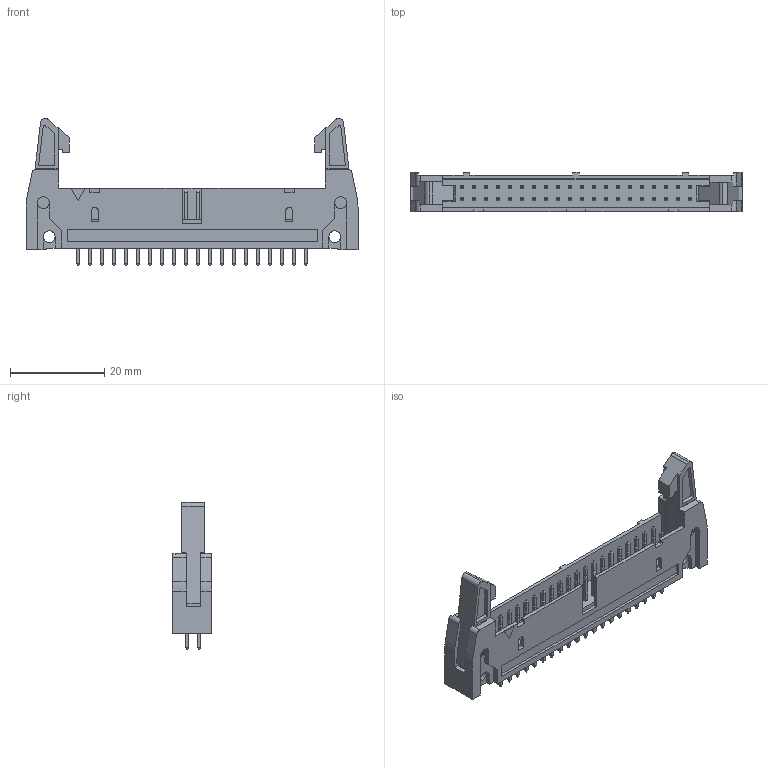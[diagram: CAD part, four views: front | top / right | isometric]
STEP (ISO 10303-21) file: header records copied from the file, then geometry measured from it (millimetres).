
FILE_DESCRIPTION (( 'STEP AP203' ), '1' );
FILE_NAME ('6120xx22821.STEP', '2016-11-29T10:03:48', ( 'User' ), ( 'Hewlett-Packard Company' ), 'SwSTEP 2.0', 'SolidWorks 2006303', '' );
FILE_SCHEMA (( 'CONFIG_CONTROL_DESIGN' ));
Length unit declared in the file: millimetre
Products named in the file (4): 6120xx22x21_LEVIER_LONG; 40; 6120xx22821; 6120xx21621_PIN
Assembly tree (43 placements, depth 2):
  6120xx22821
    6120xx21621_PIN  x40
    40
    6120xx22x21_LEVIER_LONG  x2
Bounding box: 70.3 x 8.31 x 31.2 mm (x, y, z)
Volume: 4603.6 mm3; surface area: 8220.6 mm2
Topology: 43 solids, 43 shells, 983 faces, 2479 edges, 1542 vertices
Faces by surface type: plane 929, cylinder 54
Entity records: 15490 total; most frequent: CARTESIAN_POINT 2522, ORIENTED_EDGE 2516, DIRECTION 2228, EDGE_CURVE 1258, VECTOR 1152, LINE 1152, VERTEX_POINT 832, AXIS2_PLACEMENT_3D 538
